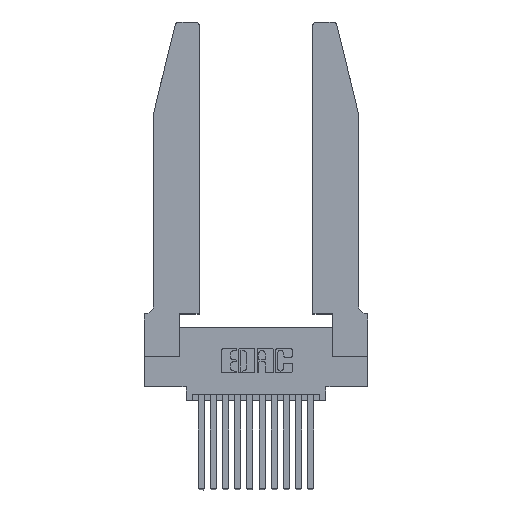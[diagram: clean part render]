
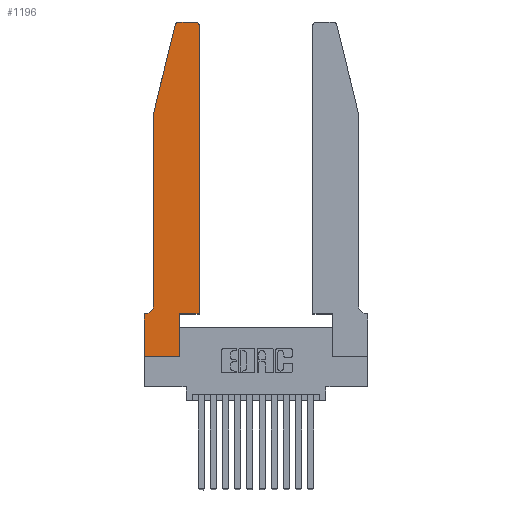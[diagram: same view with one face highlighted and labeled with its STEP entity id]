
A CAD part, top view. The second image highlights one B-rep face of the part: STEP entity #1196.
In plain terms, the highlighted planar face has unit normal (0, 0, 1).
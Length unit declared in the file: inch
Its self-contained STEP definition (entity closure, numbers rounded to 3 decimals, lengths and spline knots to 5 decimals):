
#64 = EDGE_CURVE ( 'NONE', #3567, #7327, #13769, .T. ) ;
#145 = EDGE_CURVE ( 'NONE', #7327, #4886, #9278, .T. ) ;
#291 = CARTESIAN_POINT ( 'NONE',  ( 0.4505, 2.72, 0.37 ) ) ;
#368 = VERTEX_POINT ( 'NONE', #3283 ) ;
#682 = VERTEX_POINT ( 'NONE', #15753 ) ;
#1196 = ADVANCED_FACE ( 'NONE', ( #10433 ), #3833, .T. ) ;
#1246 = EDGE_CURVE ( 'NONE', #10458, #2953, #16529, .T. ) ;
#1315 = CIRCLE ( 'NONE', #4385, 0.03 ) ;
#1368 = AXIS2_PLACEMENT_3D ( 'NONE', #10406, #16779, #6603 ) ;
#1409 = DIRECTION ( 'NONE',  ( 0., 1., 0. ) ) ;
#1442 = EDGE_CURVE ( 'NONE', #4319, #3567, #15328, .T. ) ;
#1679 = EDGE_CURVE ( 'NONE', #13322, #12450, #3498, .T. ) ;
#1764 = LINE ( 'NONE', #6101, #16852 ) ;
#2077 = ORIENTED_EDGE ( 'NONE', *, *, #1246, .T. ) ;
#2365 = CIRCLE ( 'NONE', #16496, 0.03 ) ;
#2516 = ORIENTED_EDGE ( 'NONE', *, *, #8339, .T. ) ;
#2520 = CARTESIAN_POINT ( 'NONE',  ( 0., 0.35, 0.37 ) ) ;
#2922 = DIRECTION ( 'NONE',  ( 0., 0., 1. ) ) ;
#2953 = VERTEX_POINT ( 'NONE', #291 ) ;
#3010 = VECTOR ( 'NONE', #10725, 39.37008 ) ;
#3018 = CARTESIAN_POINT ( 'NONE',  ( 0.284, 2.72, 0.37 ) ) ;
#3170 = CARTESIAN_POINT ( 'NONE',  ( 0.2865, 0.35, 0.37 ) ) ;
#3283 = CARTESIAN_POINT ( 'NONE',  ( 0.25487, 2.72718, 0.37 ) ) ;
#3498 = LINE ( 'NONE', #15591, #15495 ) ;
#3567 = VERTEX_POINT ( 'NONE', #11688 ) ;
#3807 = AXIS2_PLACEMENT_3D ( 'NONE', #8482, #16227, #10999 ) ;
#3833 = PLANE ( 'NONE',  #1368 ) ;
#4070 = CARTESIAN_POINT ( 'NONE',  ( 0., 0., 0.37 ) ) ;
#4319 = VERTEX_POINT ( 'NONE', #8406 ) ;
#4385 = AXIS2_PLACEMENT_3D ( 'NONE', #3018, #14689, #6903 ) ;
#4519 = ORIENTED_EDGE ( 'NONE', *, *, #14271, .T. ) ;
#4759 = EDGE_CURVE ( 'NONE', #368, #12132, #14413, .T. ) ;
#4867 = ORIENTED_EDGE ( 'NONE', *, *, #1679, .T. ) ;
#4886 = VERTEX_POINT ( 'NONE', #4070 ) ;
#4891 = EDGE_CURVE ( 'NONE', #12450, #10458, #9350, .T. ) ;
#5201 = CARTESIAN_POINT ( 'NONE',  ( 0.4505, 0.35, 0.37 ) ) ;
#5704 = VECTOR ( 'NONE', #12395, 39.37008 ) ;
#6101 = CARTESIAN_POINT ( 'NONE',  ( 0.0755, 2., 0.37 ) ) ;
#6226 = EDGE_CURVE ( 'NONE', #682, #368, #1315, .T. ) ;
#6416 = VECTOR ( 'NONE', #10549, 39.37008 ) ;
#6603 = DIRECTION ( 'NONE',  ( 1., 0., 0. ) ) ;
#6703 = DIRECTION ( 'NONE',  ( 0., -1., 0. ) ) ;
#6748 = CARTESIAN_POINT ( 'NONE',  ( 0.0755, 2., 0.37 ) ) ;
#6903 = DIRECTION ( 'NONE',  ( 1., 0., 0. ) ) ;
#7327 = VERTEX_POINT ( 'NONE', #2520 ) ;
#7713 = DIRECTION ( 'NONE',  ( 1., 0., 0. ) ) ;
#7867 = ORIENTED_EDGE ( 'NONE', *, *, #64, .T. ) ;
#7987 = CARTESIAN_POINT ( 'NONE',  ( 0.4505, 0.35, 0.37 ) ) ;
#8271 = VECTOR ( 'NONE', #6703, 39.37008 ) ;
#8331 = CARTESIAN_POINT ( 'NONE',  ( 0.2605, 2.75, 0.37 ) ) ;
#8339 = EDGE_CURVE ( 'NONE', #12814, #682, #9157, .T. ) ;
#8406 = CARTESIAN_POINT ( 'NONE',  ( 0.0755, 0.42, 0.37 ) ) ;
#8458 = DIRECTION ( 'NONE',  ( 0., -1., 0. ) ) ;
#8482 = CARTESIAN_POINT ( 'NONE',  ( 0.0055, 0.42, 0.37 ) ) ;
#9157 = LINE ( 'NONE', #8331, #5704 ) ;
#9256 = EDGE_CURVE ( 'NONE', #2953, #12814, #2365, .T. ) ;
#9278 = LINE ( 'NONE', #15664, #8271 ) ;
#9350 = LINE ( 'NONE', #7987, #12398 ) ;
#9422 = CARTESIAN_POINT ( 'NONE',  ( 0.4205, 2.72, 0.37 ) ) ;
#9948 = VECTOR ( 'NONE', #11352, 39.37008 ) ;
#10406 = CARTESIAN_POINT ( 'NONE',  ( 0., 0.35, 0.37 ) ) ;
#10424 = ORIENTED_EDGE ( 'NONE', *, *, #4891, .T. ) ;
#10433 = FACE_OUTER_BOUND ( 'NONE', #13201, .T. ) ;
#10458 = VERTEX_POINT ( 'NONE', #11008 ) ;
#10549 = DIRECTION ( 'NONE',  ( -1., 0., 0. ) ) ;
#10725 = DIRECTION ( 'NONE',  ( 1., 0., 0. ) ) ;
#10999 = DIRECTION ( 'NONE',  ( -1., 0., 0. ) ) ;
#11008 = CARTESIAN_POINT ( 'NONE',  ( 0.4505, 0.35, 0.37 ) ) ;
#11152 = ORIENTED_EDGE ( 'NONE', *, *, #4759, .T. ) ;
#11352 = DIRECTION ( 'NONE',  ( -0.239, -0.971, 0. ) ) ;
#11688 = CARTESIAN_POINT ( 'NONE',  ( 0.0055, 0.35, 0.37 ) ) ;
#11706 = DIRECTION ( 'NONE',  ( 0., 1., 0. ) ) ;
#11879 = CARTESIAN_POINT ( 'NONE',  ( 0., 0., 0.37 ) ) ;
#11910 = ORIENTED_EDGE ( 'NONE', *, *, #9256, .T. ) ;
#12084 = DIRECTION ( 'NONE',  ( 1., 0., 0. ) ) ;
#12132 = VERTEX_POINT ( 'NONE', #6748 ) ;
#12384 = LINE ( 'NONE', #11879, #3010 ) ;
#12395 = DIRECTION ( 'NONE',  ( -1., 0., 0. ) ) ;
#12398 = VECTOR ( 'NONE', #7713, 39.37008 ) ;
#12450 = VERTEX_POINT ( 'NONE', #3170 ) ;
#12814 = VERTEX_POINT ( 'NONE', #14026 ) ;
#13127 = CARTESIAN_POINT ( 'NONE',  ( 0.0755, 0.35, 0.37 ) ) ;
#13201 = EDGE_LOOP ( 'NONE', ( #2516, #14657, #11152, #4519, #16223, #7867, #15056, #16621, #4867, #10424, #2077, #11910 ) ) ;
#13322 = VERTEX_POINT ( 'NONE', #14330 ) ;
#13769 = LINE ( 'NONE', #13127, #6416 ) ;
#14026 = CARTESIAN_POINT ( 'NONE',  ( 0.4205, 2.75, 0.37 ) ) ;
#14271 = EDGE_CURVE ( 'NONE', #12132, #4319, #1764, .T. ) ;
#14330 = CARTESIAN_POINT ( 'NONE',  ( 0.2865, 0., 0.37 ) ) ;
#14413 = LINE ( 'NONE', #16364, #9948 ) ;
#14583 = EDGE_CURVE ( 'NONE', #4886, #13322, #12384, .T. ) ;
#14657 = ORIENTED_EDGE ( 'NONE', *, *, #6226, .T. ) ;
#14689 = DIRECTION ( 'NONE',  ( 0., 0., 1. ) ) ;
#15056 = ORIENTED_EDGE ( 'NONE', *, *, #145, .T. ) ;
#15328 = CIRCLE ( 'NONE', #3807, 0.07 ) ;
#15495 = VECTOR ( 'NONE', #1409, 39.37008 ) ;
#15591 = CARTESIAN_POINT ( 'NONE',  ( 0.2865, 0.35, 0.37 ) ) ;
#15664 = CARTESIAN_POINT ( 'NONE',  ( 0., 0., 0.37 ) ) ;
#15753 = CARTESIAN_POINT ( 'NONE',  ( 0.284, 2.75, 0.37 ) ) ;
#16223 = ORIENTED_EDGE ( 'NONE', *, *, #1442, .T. ) ;
#16227 = DIRECTION ( 'NONE',  ( 0., 0., -1. ) ) ;
#16364 = CARTESIAN_POINT ( 'NONE',  ( 0.0755, 2., 0.37 ) ) ;
#16496 = AXIS2_PLACEMENT_3D ( 'NONE', #9422, #2922, #12084 ) ;
#16529 = LINE ( 'NONE', #5201, #16754 ) ;
#16621 = ORIENTED_EDGE ( 'NONE', *, *, #14583, .T. ) ;
#16754 = VECTOR ( 'NONE', #11706, 39.37008 ) ;
#16779 = DIRECTION ( 'NONE',  ( 0., 0., 1. ) ) ;
#16852 = VECTOR ( 'NONE', #8458, 39.37008 ) ;
